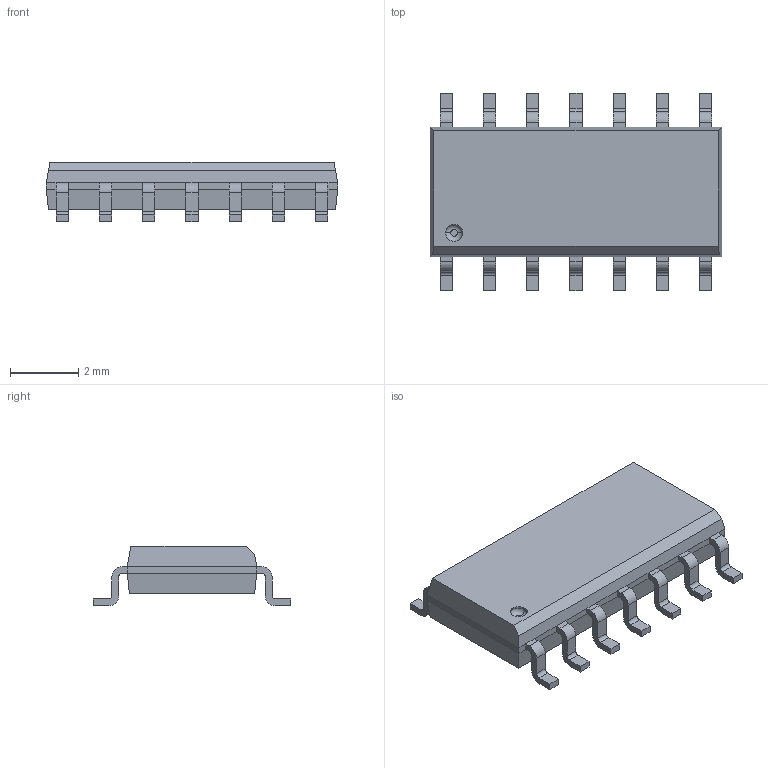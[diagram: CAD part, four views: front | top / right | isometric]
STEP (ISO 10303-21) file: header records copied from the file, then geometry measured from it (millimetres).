
FILE_DESCRIPTION (( 'STEP AP214' ), '1' );
FILE_NAME ('6F3FDD13-0DDA-4252-A01B-5ACB349742EA.STEP', '2008-01-12T14:56:08', ( 'sysAdmin' ), ( 'SolidWorks' ), 'SwSTEP 2.0', 'SolidWorks 2008', '' );
FILE_SCHEMA (( 'AUTOMOTIVE_DESIGN' ));
Length unit declared in the file: millimetre
Products named in the file (1): 6F3FDD13-0DDA-4252-A01B-5ACB349742EA
Bounding box: 8.55 x 5.8 x 1.75 mm (x, y, z)
Volume: 45.8 mm3; surface area: 122.5 mm2
Topology: 1 solids, 1 shells, 216 faces, 573 edges, 360 vertices
Faces by surface type: plane 156, cylinder 58, torus 2
Entity records: 6986 total; most frequent: CARTESIAN_POINT 1150, ORIENTED_EDGE 1146, DIRECTION 1127, EDGE_CURVE 573, VECTOR 453, LINE 453, VERTEX_POINT 360, AXIS2_PLACEMENT_3D 337
